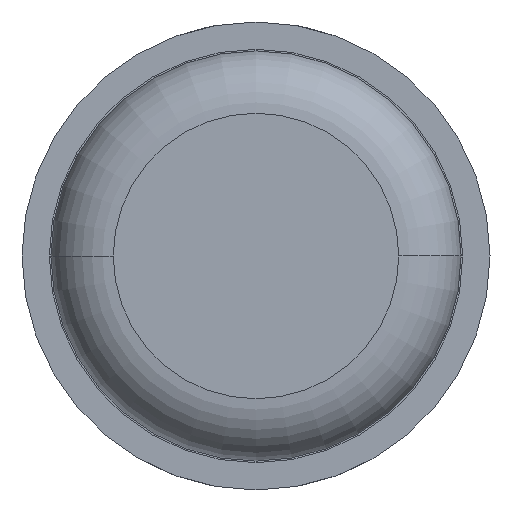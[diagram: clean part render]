
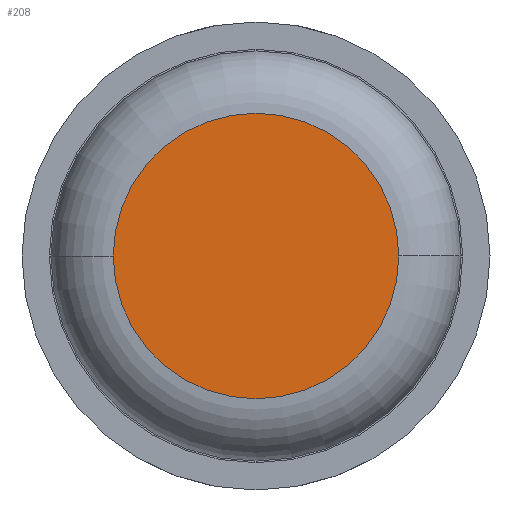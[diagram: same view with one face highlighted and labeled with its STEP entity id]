
A CAD part, front view. The second image highlights one B-rep face of the part: STEP entity #208.
In plain terms, the highlighted planar face has unit normal (0, -1, 0).
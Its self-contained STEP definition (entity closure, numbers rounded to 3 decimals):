
#24 = EDGE_LOOP ( 'NONE', ( #2190, #3009 ) ) ;
#208 = ADVANCED_FACE ( 'Defeature ausgef�hrt1_6', ( #339 ), #2424, .F. ) ;
#256 = CARTESIAN_POINT ( 'NONE',  ( -0.915, 0., 0. ) ) ;
#322 = CARTESIAN_POINT ( 'NONE',  ( 0., 0., 0. ) ) ;
#339 = FACE_OUTER_BOUND ( 'NONE', #24, .T. ) ;
#343 = EDGE_CURVE ( 'Defeature ausgef�hrt1_6+Defeature ausgef�hrt1_7+Defeature ausgef�hrt1_7+Defeature ausgef�hrt1_7', #1014, #2941, #2121, .T. ) ;
#909 = CARTESIAN_POINT ( 'NONE',  ( 0.915, 0., 0. ) ) ;
#971 = AXIS2_PLACEMENT_3D ( 'NONE', #2173, #1002, #3697 ) ;
#1002 = DIRECTION ( 'NONE',  ( 0., -1., 0. ) ) ;
#1014 = VERTEX_POINT ( 'NONE', #256 ) ;
#1214 = EDGE_CURVE ( 'Defeature ausgef�hrt1_6+Defeature ausgef�hrt1_7+Defeature ausgef�hrt1_7+Defeature ausgef�hrt1_7', #2941, #1014, #3197, .T. ) ;
#1558 = AXIS2_PLACEMENT_3D ( 'NONE', #322, #3032, #3631 ) ;
#2121 = CIRCLE ( 'NONE', #3399, 0.915 ) ;
#2173 = CARTESIAN_POINT ( 'NONE',  ( 0., 0., 0. ) ) ;
#2190 = ORIENTED_EDGE ( 'NONE', *, *, #343, .T. ) ;
#2228 = CARTESIAN_POINT ( 'NONE',  ( 0., 0., 0. ) ) ;
#2424 = PLANE ( 'NONE',  #1558 ) ;
#2538 = DIRECTION ( 'NONE',  ( -1., 0., 0. ) ) ;
#2859 = DIRECTION ( 'NONE',  ( 0., -1., 0. ) ) ;
#2941 = VERTEX_POINT ( 'NONE', #909 ) ;
#3009 = ORIENTED_EDGE ( 'NONE', *, *, #1214, .T. ) ;
#3032 = DIRECTION ( 'NONE',  ( 0., 1., 0. ) ) ;
#3197 = CIRCLE ( 'NONE', #971, 0.915 ) ;
#3399 = AXIS2_PLACEMENT_3D ( 'NONE', #2228, #2859, #2538 ) ;
#3631 = DIRECTION ( 'NONE',  ( -1., 0., 0. ) ) ;
#3697 = DIRECTION ( 'NONE',  ( -1., 0., 0. ) ) ;
